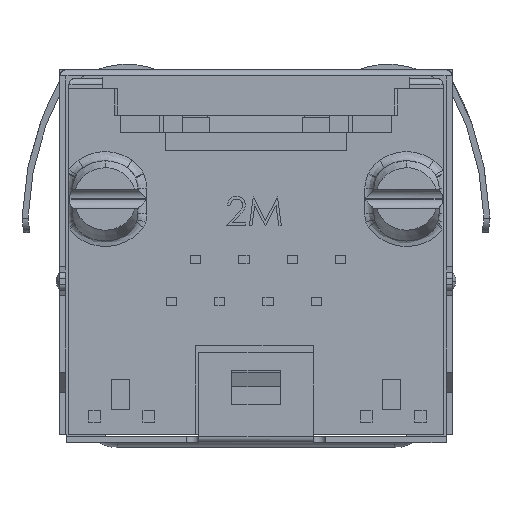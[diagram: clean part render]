
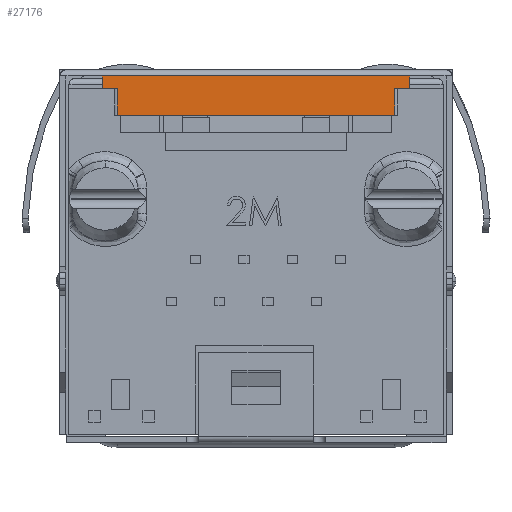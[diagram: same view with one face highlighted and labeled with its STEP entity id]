
A CAD part, front view. The second image highlights one B-rep face of the part: STEP entity #27176.
In plain terms, the highlighted planar face has unit normal (0, -1, 0).
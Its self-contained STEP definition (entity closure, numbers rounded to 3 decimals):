
#201 = EDGE_CURVE ( 'NONE', #15425, #9463, #22630, .T. ) ;
#688 = CARTESIAN_POINT ( 'NONE',  ( -6.538, -2.792, 6.173 ) ) ;
#1349 = EDGE_CURVE ( 'NONE', #35442, #13239, #2122, .T. ) ;
#1411 = CARTESIAN_POINT ( 'NONE',  ( 5.781, -2.792, 6.173 ) ) ;
#1538 = ORIENTED_EDGE ( 'NONE', *, *, #40458, .T. ) ;
#2122 = LINE ( 'NONE', #5875, #20548 ) ;
#2590 = LINE ( 'NONE', #40453, #35526 ) ;
#3333 = CARTESIAN_POINT ( 'NONE',  ( 6.416, -2.792, 6.173 ) ) ;
#5875 = CARTESIAN_POINT ( 'NONE',  ( -6.538, -2.792, 5.64 ) ) ;
#7105 = PLANE ( 'NONE',  #29331 ) ;
#7192 = ORIENTED_EDGE ( 'NONE', *, *, #23839, .T. ) ;
#7316 = DIRECTION ( 'NONE',  ( 0., 0., -1. ) ) ;
#7709 = DIRECTION ( 'NONE',  ( 0., 0., 1. ) ) ;
#8359 = VECTOR ( 'NONE', #7709, 1000. ) ;
#8465 = DIRECTION ( 'NONE',  ( 0., 0., 1. ) ) ;
#8574 = CARTESIAN_POINT ( 'NONE',  ( 5.781, -2.792, 5.64 ) ) ;
#8900 = DIRECTION ( 'NONE',  ( 0., 0., -1. ) ) ;
#9463 = VERTEX_POINT ( 'NONE', #14374 ) ;
#9683 = ORIENTED_EDGE ( 'NONE', *, *, #1349, .T. ) ;
#10433 = VERTEX_POINT ( 'NONE', #41728 ) ;
#13239 = VERTEX_POINT ( 'NONE', #34851 ) ;
#14374 = CARTESIAN_POINT ( 'NONE',  ( -6.538, -2.792, 6.173 ) ) ;
#15148 = EDGE_CURVE ( 'NONE', #10433, #40520, #25453, .T. ) ;
#15280 = EDGE_CURVE ( 'NONE', #9463, #35442, #28985, .T. ) ;
#15425 = VERTEX_POINT ( 'NONE', #35547 ) ;
#16172 = LINE ( 'NONE', #19703, #25801 ) ;
#16441 = DIRECTION ( 'NONE',  ( 1., 0., 0. ) ) ;
#16596 = CARTESIAN_POINT ( 'NONE',  ( 6.416, -2.792, 5.64 ) ) ;
#17415 = LINE ( 'NONE', #3333, #8359 ) ;
#18224 = CARTESIAN_POINT ( 'NONE',  ( -6.538, -2.792, 4.522 ) ) ;
#18700 = VECTOR ( 'NONE', #18864, 1000. ) ;
#18765 = EDGE_CURVE ( 'NONE', #40520, #21850, #16172, .T. ) ;
#18864 = DIRECTION ( 'NONE',  ( -1., 0., 0. ) ) ;
#19703 = CARTESIAN_POINT ( 'NONE',  ( 5.777, -2.792, 5.64 ) ) ;
#20548 = VECTOR ( 'NONE', #16441, 1000. ) ;
#21850 = VERTEX_POINT ( 'NONE', #16596 ) ;
#22419 = VECTOR ( 'NONE', #32560, 1000. ) ;
#22422 = LINE ( 'NONE', #18224, #22419 ) ;
#22630 = LINE ( 'NONE', #31902, #18700 ) ;
#23839 = EDGE_CURVE ( 'NONE', #13239, #28823, #2590, .T. ) ;
#25367 = ORIENTED_EDGE ( 'NONE', *, *, #15148, .T. ) ;
#25453 = LINE ( 'NONE', #1411, #27786 ) ;
#25801 = VECTOR ( 'NONE', #42867, 1000. ) ;
#27176 = ADVANCED_FACE ( 'NONE', ( #41285 ), #7105, .T. ) ;
#27786 = VECTOR ( 'NONE', #8465, 1000. ) ;
#28182 = CARTESIAN_POINT ( 'NONE',  ( -5.903, -2.792, 4.522 ) ) ;
#28555 = ORIENTED_EDGE ( 'NONE', *, *, #15280, .T. ) ;
#28823 = VERTEX_POINT ( 'NONE', #28182 ) ;
#28894 = ORIENTED_EDGE ( 'NONE', *, *, #18765, .T. ) ;
#28985 = LINE ( 'NONE', #39115, #34761 ) ;
#29331 = AXIS2_PLACEMENT_3D ( 'NONE', #688, #40643, #7316 ) ;
#30953 = EDGE_LOOP ( 'NONE', ( #38333, #28555, #9683, #7192, #43415, #25367, #28894, #1538 ) ) ;
#31902 = CARTESIAN_POINT ( 'NONE',  ( -6.538, -2.792, 6.173 ) ) ;
#32560 = DIRECTION ( 'NONE',  ( 1., 0., 0. ) ) ;
#34750 = CARTESIAN_POINT ( 'NONE',  ( -6.538, -2.792, 5.64 ) ) ;
#34761 = VECTOR ( 'NONE', #8900, 1000. ) ;
#34851 = CARTESIAN_POINT ( 'NONE',  ( -5.903, -2.792, 5.64 ) ) ;
#35442 = VERTEX_POINT ( 'NONE', #34750 ) ;
#35526 = VECTOR ( 'NONE', #37160, 1000. ) ;
#35547 = CARTESIAN_POINT ( 'NONE',  ( 6.416, -2.792, 6.173 ) ) ;
#37160 = DIRECTION ( 'NONE',  ( 0., 0., -1. ) ) ;
#38333 = ORIENTED_EDGE ( 'NONE', *, *, #201, .T. ) ;
#38612 = EDGE_CURVE ( 'NONE', #28823, #10433, #22422, .T. ) ;
#39115 = CARTESIAN_POINT ( 'NONE',  ( -6.538, -2.792, 6.173 ) ) ;
#40453 = CARTESIAN_POINT ( 'NONE',  ( -5.903, -2.792, 6.173 ) ) ;
#40458 = EDGE_CURVE ( 'NONE', #21850, #15425, #17415, .T. ) ;
#40520 = VERTEX_POINT ( 'NONE', #8574 ) ;
#40643 = DIRECTION ( 'NONE',  ( 0., -1., 0. ) ) ;
#41285 = FACE_OUTER_BOUND ( 'NONE', #30953, .T. ) ;
#41728 = CARTESIAN_POINT ( 'NONE',  ( 5.781, -2.792, 4.522 ) ) ;
#42867 = DIRECTION ( 'NONE',  ( 1., 0., 0. ) ) ;
#43415 = ORIENTED_EDGE ( 'NONE', *, *, #38612, .T. ) ;
